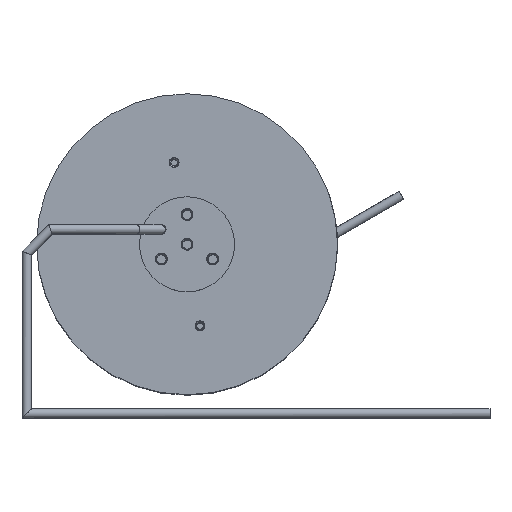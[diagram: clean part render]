
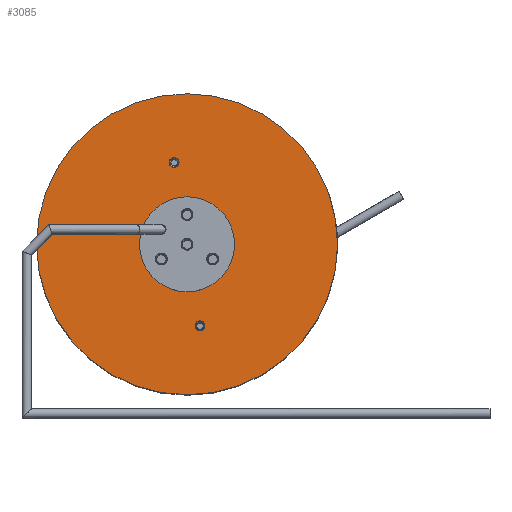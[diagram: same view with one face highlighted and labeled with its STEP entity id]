
A CAD part, top view. The second image highlights one B-rep face of the part: STEP entity #3085.
In plain terms, the highlighted planar face has unit normal (0, 0, 1).
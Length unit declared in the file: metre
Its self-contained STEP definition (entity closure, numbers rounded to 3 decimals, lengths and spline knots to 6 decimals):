
#294=CIRCLE('',#3352,0.031242);
#315=CIRCLE('',#3413,0.031242);
#323=CIRCLE('',#3478,0.3048);
#326=CIRCLE('',#3485,0.9652);
#1019=ORIENTED_EDGE('',*,*,#1403,.F.);
#1020=ORIENTED_EDGE('',*,*,#1305,.F.);
#1021=ORIENTED_EDGE('',*,*,#1359,.F.);
#1022=ORIENTED_EDGE('',*,*,#1406,.T.);
#1305=EDGE_CURVE('',#1623,#1623,#294,.T.);
#1359=EDGE_CURVE('',#1665,#1665,#315,.T.);
#1403=EDGE_CURVE('',#1691,#1691,#323,.T.);
#1406=EDGE_CURVE('',#1694,#1694,#326,.T.);
#1623=VERTEX_POINT('',#5584);
#1665=VERTEX_POINT('',#5944);
#1691=VERTEX_POINT('',#6061);
#1694=VERTEX_POINT('',#6071);
#2378=EDGE_LOOP('',(#1019));
#2379=EDGE_LOOP('',(#1020));
#2380=EDGE_LOOP('',(#1021));
#2381=EDGE_LOOP('',(#1022));
#2766=FACE_BOUND('',#2378,.T.);
#2767=FACE_BOUND('',#2379,.T.);
#2768=FACE_BOUND('',#2380,.T.);
#2769=FACE_BOUND('',#2381,.T.);
#2884=PLANE('',#3484);
#3085=ADVANCED_FACE('',(#2766,#2767,#2768,#2769),#2884,.T.);
#3352=AXIS2_PLACEMENT_3D('',#5583,#4099,#4100);
#3413=AXIS2_PLACEMENT_3D('',#5943,#4245,#4246);
#3478=AXIS2_PLACEMENT_3D('',#6060,#4401,#4402);
#3484=AXIS2_PLACEMENT_3D('',#6069,#4413,#4414);
#3485=AXIS2_PLACEMENT_3D('',#6070,#4415,#4416);
#4099=DIRECTION('',(0.,0.,1.));
#4100=DIRECTION('',(1.,0.,0.));
#4245=DIRECTION('',(0.,0.,1.));
#4246=DIRECTION('',(1.,0.,0.));
#4401=DIRECTION('',(0.,0.,1.));
#4402=DIRECTION('',(1.,0.,0.));
#4413=DIRECTION('',(0.,0.,1.));
#4414=DIRECTION('',(1.,0.,0.));
#4415=DIRECTION('',(0.,0.,1.));
#4416=DIRECTION('',(1.,0.,0.));
#5583=CARTESIAN_POINT('',(0.082489,-0.523875,1.4605));
#5584=CARTESIAN_POINT('',(0.113731,-0.523875,1.4605));
#5943=CARTESIAN_POINT('',(-0.082489,0.523875,1.4605));
#5944=CARTESIAN_POINT('',(-0.051247,0.523875,1.4605));
#6060=CARTESIAN_POINT('',(0.,0.,1.4605));
#6061=CARTESIAN_POINT('',(0.3048,0.,1.4605));
#6069=CARTESIAN_POINT('',(0.,0.,1.4605));
#6070=CARTESIAN_POINT('',(0.,0.,1.4605));
#6071=CARTESIAN_POINT('',(0.9652,0.,1.4605));
